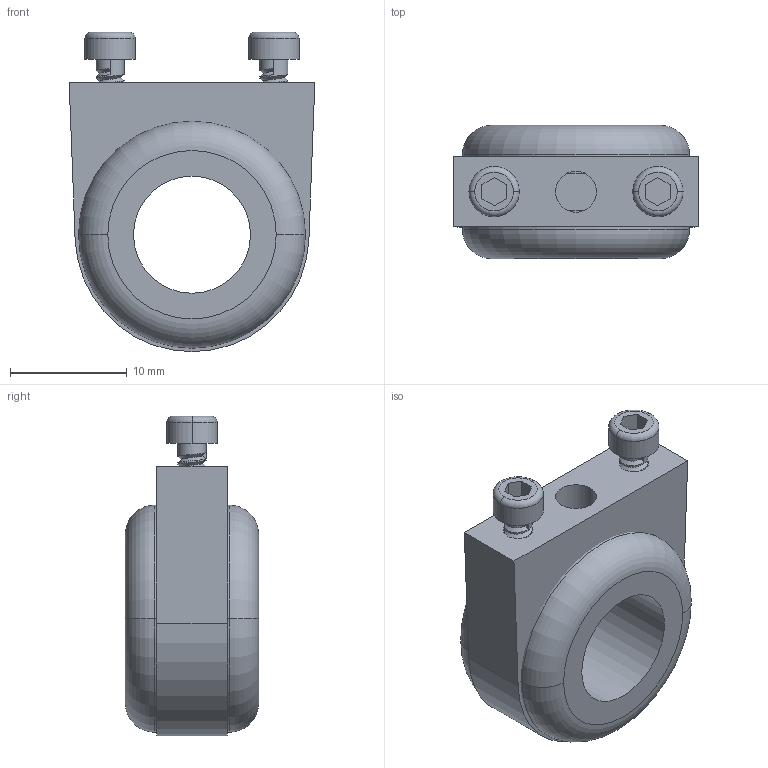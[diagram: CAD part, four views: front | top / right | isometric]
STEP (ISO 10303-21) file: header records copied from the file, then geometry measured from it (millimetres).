
FILE_DESCRIPTION((''),'2;1');
FILE_NAME('GUAHUAN_ASM','2020-11-30T16:53:35',('QGLing'),(''),'CREO PARAMETRIC BY PTC INC, 2016510','CREO PARAMETRIC BY PTC INC, 2016510','');
FILE_SCHEMA(('CONFIG_CONTROL_DESIGN'));
Length unit declared in the file: millimetre
Products named in the file (4): JIA-GUAN; HUAN-GUIJIAO; GB70-M2-5-11-DING; GUAHUAN_ASM
Assembly tree (4 placements, depth 2):
  GUAHUAN_ASM
    JIA-GUAN
    HUAN-GUIJIAO
    GB70-M2-5-11-DING  x2
Bounding box: 21 x 11.4 x 27.3 mm (x, y, z)
Volume: 3423.2 mm3; surface area: 3338.2 mm2
Topology: 4 solids, 4 shells, 129 faces, 318 edges, 206 vertices
Faces by surface type: cylinder 67, plane 34, bspline 16, torus 8, cone 4
Entity records: 4503 total; most frequent: CARTESIAN_POINT 2589, ORIENTED_EDGE 386, DIRECTION 354, EDGE_CURVE 193, AXIS2_PLACEMENT_3D 137, VERTEX_POINT 125, EDGE_LOOP 92, FACE_OUTER_BOUND 81
